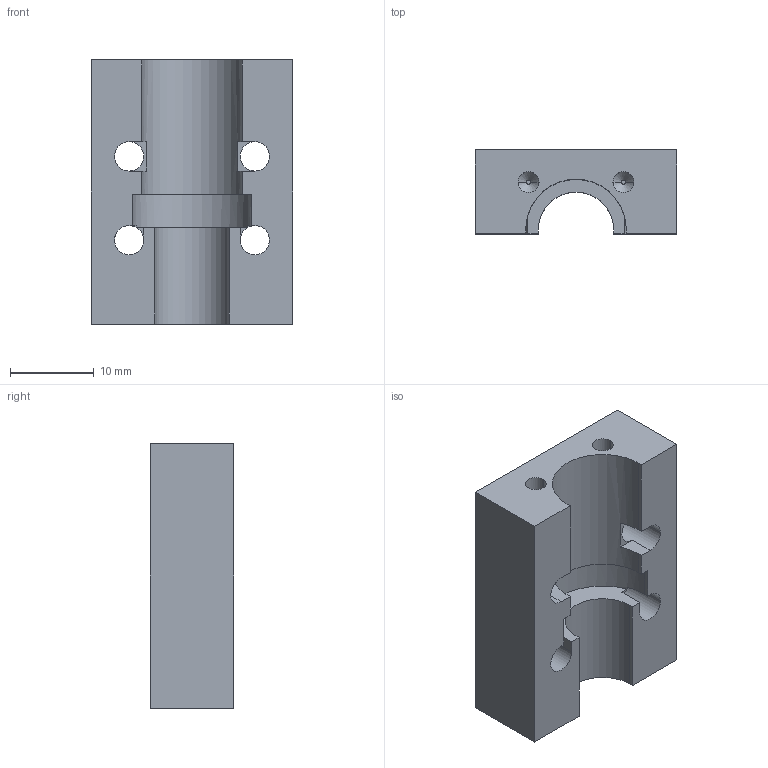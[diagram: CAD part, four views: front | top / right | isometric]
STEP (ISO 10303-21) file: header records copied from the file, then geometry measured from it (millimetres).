
FILE_DESCRIPTION (( 'STEP AP214' ), '1' );
FILE_NAME ('Pusher Block Anti-Backlash Bottom v1.3.STEP', '2024-12-03T17:09:02', ( '' ), ( '' ), 'SwSTEP 2.0', 'SolidWorks 2024', '' );
FILE_SCHEMA (( 'AUTOMOTIVE_DESIGN' ));
Length unit declared in the file: millimetre
Products named in the file (1): Pusher Block Anti-Backlash Bottom v1.3
Bounding box: 24 x 10 x 31.5 mm (x, y, z)
Volume: 5314.3 mm3; surface area: 3288.3 mm2
Topology: 1 solids, 1 shells, 53 faces, 153 edges, 100 vertices
Faces by surface type: plane 26, cylinder 23, cone 4
Entity records: 1805 total; most frequent: DIRECTION 320, CARTESIAN_POINT 319, ORIENTED_EDGE 306, EDGE_CURVE 153, AXIS2_PLACEMENT_3D 117, VERTEX_POINT 100, LINE 86, VECTOR 86
